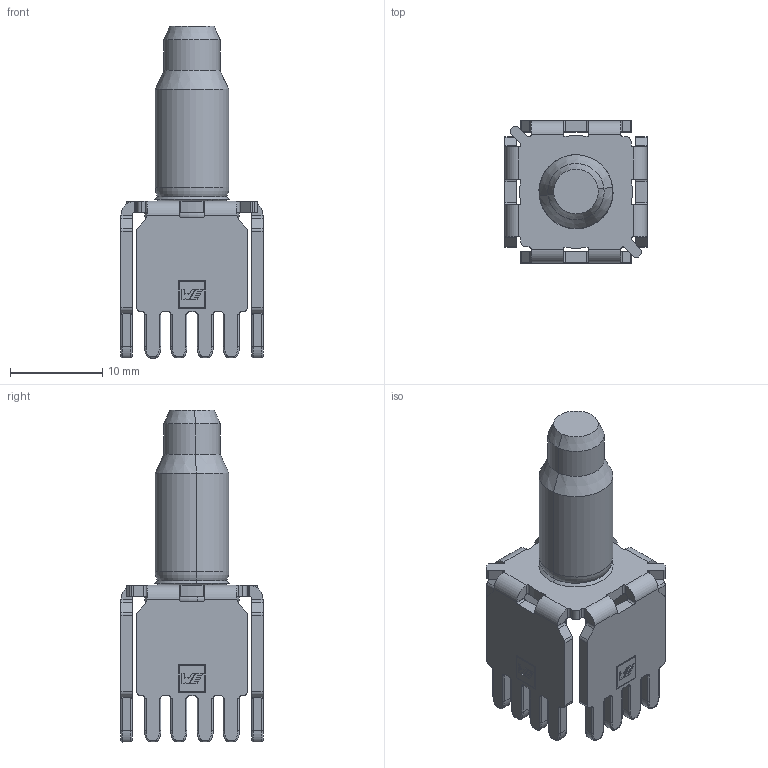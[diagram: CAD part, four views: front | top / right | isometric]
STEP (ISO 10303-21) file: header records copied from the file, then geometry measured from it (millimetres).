
FILE_DESCRIPTION (( 'STEP AP214' ), '1' );
FILE_NAME ('S900557_A03.STEP', '2022-10-11T11:24:56', ( '' ), ( '' ), 'SwSTEP 2.0', 'SolidWorks 2018', '' );
FILE_SCHEMA (( 'AUTOMOTIVE_DESIGN' ));
Length unit declared in the file: millimetre
Products named in the file (1): S900557_A03
Bounding box: 15.4 x 15.4 x 36 mm (x, y, z)
Volume: 1851.2 mm3; surface area: 2498 mm2
Topology: 1 solids, 1 shells, 690 faces, 1872 edges, 1194 vertices
Faces by surface type: plane 374, cylinder 208, bspline 96, torus 6, cone 6
Entity records: 37440 total; most frequent: CARTESIAN_POINT 12793, ORIENTED_EDGE 3744, DIRECTION 3322, EDGE_CURVE 1872, LINE 1268, VECTOR 1268, VERTEX_POINT 1194, AXIS2_PLACEMENT_3D 1027
